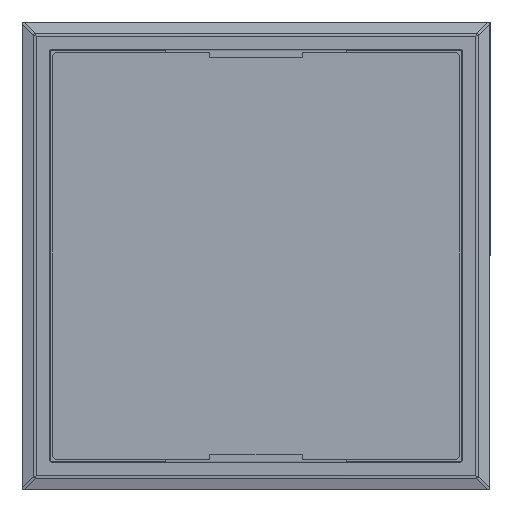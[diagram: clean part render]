
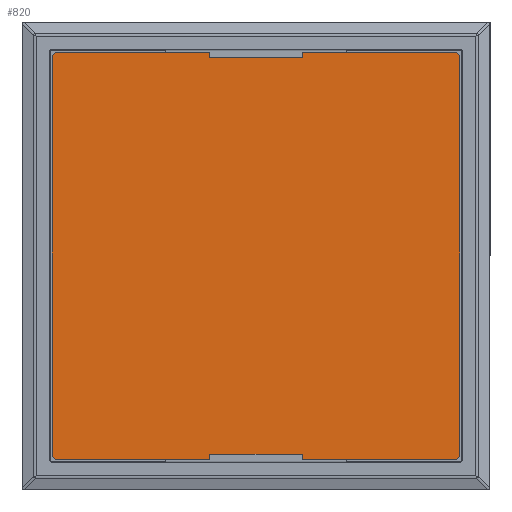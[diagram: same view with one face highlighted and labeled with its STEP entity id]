
A CAD part, top view. The second image highlights one B-rep face of the part: STEP entity #820.
In plain terms, the highlighted planar face has unit normal (0, 0, 1).
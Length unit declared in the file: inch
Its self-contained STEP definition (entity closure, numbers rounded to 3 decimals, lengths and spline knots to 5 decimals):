
#143 = CARTESIAN_POINT ( 'NONE',  ( 3.74409, -3.80315, 0.15748 ) ) ;
#165 = EDGE_CURVE ( 'NONE', #9014, #8262, #9926, .T. ) ;
#320 = CARTESIAN_POINT ( 'NONE',  ( -3.80315, 3.70472, 0.15748 ) ) ;
#394 = LINE ( 'NONE', #320, #2875 ) ;
#417 = CARTESIAN_POINT ( 'NONE',  ( -3.80315, 3.74409, 0.15748 ) ) ;
#426 = VERTEX_POINT ( 'NONE', #2438 ) ;
#475 = LINE ( 'NONE', #8513, #585 ) ;
#585 = VECTOR ( 'NONE', #8557, 39.37008 ) ;
#595 = ORIENTED_EDGE ( 'NONE', *, *, #6322, .F. ) ;
#644 = VERTEX_POINT ( 'NONE', #8291 ) ;
#661 = VERTEX_POINT ( 'NONE', #11079 ) ;
#820 = ADVANCED_FACE ( 'NONE', ( #2944 ), #11512, .F. ) ;
#1053 = CARTESIAN_POINT ( 'NONE',  ( -3.80315, -3.70472, 0.15748 ) ) ;
#1054 = EDGE_CURVE ( 'NONE', #11561, #7773, #5435, .T. ) ;
#1080 = ORIENTED_EDGE ( 'NONE', *, *, #8689, .F. ) ;
#1177 = ORIENTED_EDGE ( 'NONE', *, *, #4155, .F. ) ;
#1295 = LINE ( 'NONE', #7196, #5996 ) ;
#1362 = VECTOR ( 'NONE', #5830, 39.37008 ) ;
#1727 = VERTEX_POINT ( 'NONE', #417 ) ;
#1839 = ORIENTED_EDGE ( 'NONE', *, *, #10825, .F. ) ;
#1947 = VECTOR ( 'NONE', #10760, 39.37008 ) ;
#1991 = CARTESIAN_POINT ( 'NONE',  ( 3.80315, -3.74409, 0.15748 ) ) ;
#2119 = VERTEX_POINT ( 'NONE', #8380 ) ;
#2271 = CARTESIAN_POINT ( 'NONE',  ( 0.86614, 3.80315, 0.15748 ) ) ;
#2396 = EDGE_CURVE ( 'NONE', #8262, #3839, #10125, .T. ) ;
#2438 = CARTESIAN_POINT ( 'NONE',  ( -0.86614, 3.80315, 0.15748 ) ) ;
#2481 = LINE ( 'NONE', #3969, #7098 ) ;
#2504 = LINE ( 'NONE', #10236, #9561 ) ;
#2556 = VERTEX_POINT ( 'NONE', #143 ) ;
#2591 = CARTESIAN_POINT ( 'NONE',  ( 0.86614, -3.70472, 0.15748 ) ) ;
#2698 = LINE ( 'NONE', #5390, #5217 ) ;
#2705 = EDGE_CURVE ( 'NONE', #1727, #2119, #475, .T. ) ;
#2814 = DIRECTION ( 'NONE',  ( 0., -1., 0. ) ) ;
#2843 = VECTOR ( 'NONE', #2814, 39.37008 ) ;
#2875 = VECTOR ( 'NONE', #5943, 39.37008 ) ;
#2944 = FACE_OUTER_BOUND ( 'NONE', #6199, .T. ) ;
#3132 = EDGE_CURVE ( 'NONE', #3726, #9014, #6862, .T. ) ;
#3281 = CARTESIAN_POINT ( 'NONE',  ( -0.86614, -3.70472, 0.15748 ) ) ;
#3367 = EDGE_CURVE ( 'NONE', #10158, #1727, #11457, .T. ) ;
#3470 = DIRECTION ( 'NONE',  ( -0.707, 0.707, 0. ) ) ;
#3726 = VERTEX_POINT ( 'NONE', #8212 ) ;
#3731 = CARTESIAN_POINT ( 'NONE',  ( -0.86614, 3.80315, 0.15748 ) ) ;
#3839 = VERTEX_POINT ( 'NONE', #11469 ) ;
#3917 = EDGE_CURVE ( 'NONE', #7773, #9099, #9286, .T. ) ;
#3969 = CARTESIAN_POINT ( 'NONE',  ( -3.80315, -3.80315, 0.15748 ) ) ;
#4155 = EDGE_CURVE ( 'NONE', #5564, #11561, #6319, .T. ) ;
#4167 = ORIENTED_EDGE ( 'NONE', *, *, #3917, .F. ) ;
#4188 = DIRECTION ( 'NONE',  ( -1., 0., 0. ) ) ;
#4299 = ORIENTED_EDGE ( 'NONE', *, *, #10389, .F. ) ;
#4448 = ORIENTED_EDGE ( 'NONE', *, *, #10565, .F. ) ;
#4459 = ORIENTED_EDGE ( 'NONE', *, *, #2396, .F. ) ;
#4902 = DIRECTION ( 'NONE',  ( -1., 0., 0. ) ) ;
#5014 = VECTOR ( 'NONE', #8834, 39.37008 ) ;
#5020 = VECTOR ( 'NONE', #11745, 39.37008 ) ;
#5217 = VECTOR ( 'NONE', #3470, 39.37008 ) ;
#5390 = CARTESIAN_POINT ( 'NONE',  ( -3.74409, -3.80315, 0.15748 ) ) ;
#5435 = LINE ( 'NONE', #8489, #5014 ) ;
#5545 = VECTOR ( 'NONE', #4188, 39.37008 ) ;
#5564 = VERTEX_POINT ( 'NONE', #7380 ) ;
#5830 = DIRECTION ( 'NONE',  ( 0., 1., 0. ) ) ;
#5894 = CARTESIAN_POINT ( 'NONE',  ( 0.86614, 3.80315, 0.15748 ) ) ;
#5943 = DIRECTION ( 'NONE',  ( 1., 0., 0. ) ) ;
#5996 = VECTOR ( 'NONE', #8117, 39.37008 ) ;
#6025 = ORIENTED_EDGE ( 'NONE', *, *, #8603, .F. ) ;
#6053 = VERTEX_POINT ( 'NONE', #10920 ) ;
#6089 = ORIENTED_EDGE ( 'NONE', *, *, #3132, .F. ) ;
#6199 = EDGE_LOOP ( 'NONE', ( #8602, #4299, #4459, #11094, #6089, #1080, #6025, #4448, #4167, #8087, #1177, #595, #1839, #7397, #11666, #8011 ) ) ;
#6204 = CARTESIAN_POINT ( 'NONE',  ( 3.74409, 3.80315, 0.15748 ) ) ;
#6319 = LINE ( 'NONE', #5894, #1362 ) ;
#6322 = EDGE_CURVE ( 'NONE', #661, #5564, #394, .T. ) ;
#6511 = EDGE_CURVE ( 'NONE', #644, #10158, #2698, .T. ) ;
#6862 = LINE ( 'NONE', #7813, #5020 ) ;
#7015 = LINE ( 'NONE', #7444, #8876 ) ;
#7098 = VECTOR ( 'NONE', #4902, 39.37008 ) ;
#7196 = CARTESIAN_POINT ( 'NONE',  ( -3.80315, 3.80315, 0.15748 ) ) ;
#7380 = CARTESIAN_POINT ( 'NONE',  ( 0.86614, 3.70472, 0.15748 ) ) ;
#7397 = ORIENTED_EDGE ( 'NONE', *, *, #7841, .F. ) ;
#7444 = CARTESIAN_POINT ( 'NONE',  ( 3.80315, 3.80315, 0.15748 ) ) ;
#7773 = VERTEX_POINT ( 'NONE', #6204 ) ;
#7813 = CARTESIAN_POINT ( 'NONE',  ( 0.86614, 3.80315, 0.15748 ) ) ;
#7841 = EDGE_CURVE ( 'NONE', #2119, #426, #1295, .T. ) ;
#8011 = ORIENTED_EDGE ( 'NONE', *, *, #3367, .F. ) ;
#8043 = CARTESIAN_POINT ( 'NONE',  ( -3.80315, -3.80315, 0.15748 ) ) ;
#8087 = ORIENTED_EDGE ( 'NONE', *, *, #1054, .F. ) ;
#8117 = DIRECTION ( 'NONE',  ( 1., 0., 0. ) ) ;
#8212 = CARTESIAN_POINT ( 'NONE',  ( 0.86614, -3.80315, 0.15748 ) ) ;
#8262 = VERTEX_POINT ( 'NONE', #3281 ) ;
#8291 = CARTESIAN_POINT ( 'NONE',  ( -3.74409, -3.80315, 0.15748 ) ) ;
#8305 = VECTOR ( 'NONE', #9819, 39.37008 ) ;
#8365 = DIRECTION ( 'NONE',  ( 0., -1., 0. ) ) ;
#8380 = CARTESIAN_POINT ( 'NONE',  ( -3.74409, 3.80315, 0.15748 ) ) ;
#8446 = DIRECTION ( 'NONE',  ( -0.707, -0.707, 0. ) ) ;
#8489 = CARTESIAN_POINT ( 'NONE',  ( -3.80315, 3.80315, 0.15748 ) ) ;
#8513 = CARTESIAN_POINT ( 'NONE',  ( -3.80315, 3.74409, 0.15748 ) ) ;
#8557 = DIRECTION ( 'NONE',  ( 0.707, 0.707, 0. ) ) ;
#8602 = ORIENTED_EDGE ( 'NONE', *, *, #6511, .F. ) ;
#8603 = EDGE_CURVE ( 'NONE', #6053, #2556, #10924, .T. ) ;
#8667 = CARTESIAN_POINT ( 'NONE',  ( -3.80315, -3.74409, 0.15748 ) ) ;
#8689 = EDGE_CURVE ( 'NONE', #2556, #3726, #2481, .T. ) ;
#8834 = DIRECTION ( 'NONE',  ( 1., 0., 0. ) ) ;
#8837 = VECTOR ( 'NONE', #8446, 39.37008 ) ;
#8876 = VECTOR ( 'NONE', #8365, 39.37008 ) ;
#9014 = VERTEX_POINT ( 'NONE', #2591 ) ;
#9099 = VERTEX_POINT ( 'NONE', #11905 ) ;
#9101 = DIRECTION ( 'NONE',  ( 0., 1., 0. ) ) ;
#9286 = LINE ( 'NONE', #10682, #1947 ) ;
#9360 = CARTESIAN_POINT ( 'NONE',  ( -3.80315, 3.80315, 0.15748 ) ) ;
#9561 = VECTOR ( 'NONE', #11160, 39.37008 ) ;
#9819 = DIRECTION ( 'NONE',  ( -1., 0., 0. ) ) ;
#9926 = LINE ( 'NONE', #1053, #5545 ) ;
#10125 = LINE ( 'NONE', #3731, #2843 ) ;
#10158 = VERTEX_POINT ( 'NONE', #8667 ) ;
#10236 = CARTESIAN_POINT ( 'NONE',  ( -0.86614, 3.80315, 0.15748 ) ) ;
#10389 = EDGE_CURVE ( 'NONE', #3839, #644, #10982, .T. ) ;
#10532 = AXIS2_PLACEMENT_3D ( 'NONE', #11017, #10991, #10978 ) ;
#10565 = EDGE_CURVE ( 'NONE', #9099, #6053, #7015, .T. ) ;
#10682 = CARTESIAN_POINT ( 'NONE',  ( 3.74409, 3.80315, 0.15748 ) ) ;
#10760 = DIRECTION ( 'NONE',  ( 0.707, -0.707, 0. ) ) ;
#10825 = EDGE_CURVE ( 'NONE', #426, #661, #2504, .T. ) ;
#10920 = CARTESIAN_POINT ( 'NONE',  ( 3.80315, -3.74409, 0.15748 ) ) ;
#10924 = LINE ( 'NONE', #1991, #8837 ) ;
#10978 = DIRECTION ( 'NONE',  ( -1., 0., 0. ) ) ;
#10982 = LINE ( 'NONE', #8043, #8305 ) ;
#10991 = DIRECTION ( 'NONE',  ( 0., 0., -1. ) ) ;
#11017 = CARTESIAN_POINT ( 'NONE',  ( -3.80315, 3.80315, 0.15748 ) ) ;
#11079 = CARTESIAN_POINT ( 'NONE',  ( -0.86614, 3.70472, 0.15748 ) ) ;
#11094 = ORIENTED_EDGE ( 'NONE', *, *, #165, .F. ) ;
#11160 = DIRECTION ( 'NONE',  ( 0., -1., 0. ) ) ;
#11457 = LINE ( 'NONE', #9360, #11728 ) ;
#11469 = CARTESIAN_POINT ( 'NONE',  ( -0.86614, -3.80315, 0.15748 ) ) ;
#11512 = PLANE ( 'NONE',  #10532 ) ;
#11561 = VERTEX_POINT ( 'NONE', #2271 ) ;
#11666 = ORIENTED_EDGE ( 'NONE', *, *, #2705, .F. ) ;
#11728 = VECTOR ( 'NONE', #9101, 39.37008 ) ;
#11745 = DIRECTION ( 'NONE',  ( 0., 1., 0. ) ) ;
#11905 = CARTESIAN_POINT ( 'NONE',  ( 3.80315, 3.74409, 0.15748 ) ) ;
